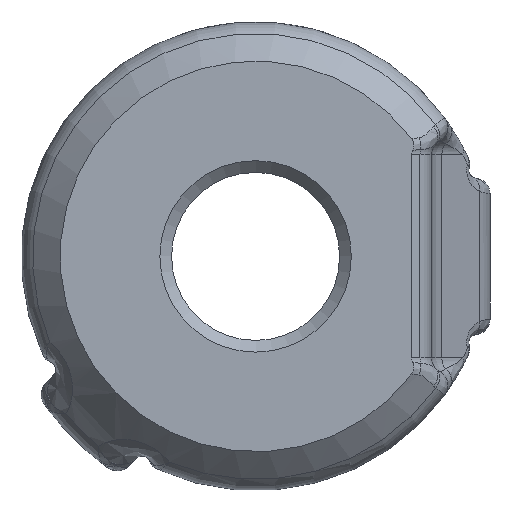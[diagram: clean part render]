
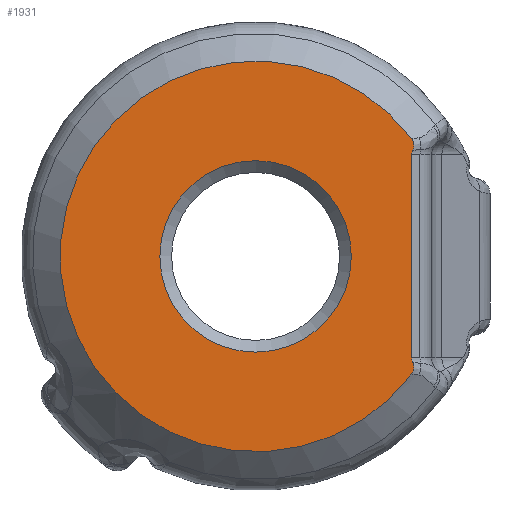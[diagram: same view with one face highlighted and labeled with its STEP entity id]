
A CAD part, left-side view. The second image highlights one B-rep face of the part: STEP entity #1931.
In plain terms, the highlighted planar face has unit normal (-1, 0, 0).
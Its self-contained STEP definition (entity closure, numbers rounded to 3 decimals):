
#25=ELLIPSE('',#2131,0.566,0.4);
#26=ELLIPSE('',#2132,0.566,0.4);
#135=B_SPLINE_CURVE_WITH_KNOTS('',3,(#3513,#3514,#3515,#3516,#3517,#3518,
#3519,#3520,#3521,#3522),.UNSPECIFIED.,.F.,.F.,(4,2,2,2,4),(-0.031,
-0.023,-0.015,-0.008,0.),
 .UNSPECIFIED.);
#136=B_SPLINE_CURVE_WITH_KNOTS('',3,(#3529,#3530,#3531,#3532,#3533,#3534,
#3535,#3536,#3537,#3538),.UNSPECIFIED.,.F.,.F.,(4,2,2,2,4),(-0.031,
-0.023,-0.015,-0.008,0.),
 .UNSPECIFIED.);
#194=FACE_BOUND('',#402,.T.);
#197=PLANE('',#2130);
#260=FACE_OUTER_BOUND('',#401,.T.);
#401=EDGE_LOOP('',(#1409,#1410,#1411,#1412,#1413,#1414));
#402=EDGE_LOOP('',(#1415));
#544=LINE('',#3526,#619);
#619=VECTOR('',#2442,1000.);
#700=CIRCLE('',#2102,2.45);
#703=CIRCLE('',#2107,5.);
#847=VERTEX_POINT('',#3046);
#852=VERTEX_POINT('',#3069);
#853=VERTEX_POINT('',#3070);
#899=VERTEX_POINT('',#3512);
#900=VERTEX_POINT('',#3523);
#901=VERTEX_POINT('',#3525);
#902=VERTEX_POINT('',#3527);
#1024=EDGE_CURVE('',#847,#847,#700,.T.);
#1029=EDGE_CURVE('',#852,#853,#703,.T.);
#1083=EDGE_CURVE('',#853,#899,#135,.T.);
#1084=EDGE_CURVE('',#899,#900,#25,.T.);
#1085=EDGE_CURVE('',#900,#901,#544,.T.);
#1086=EDGE_CURVE('',#901,#902,#26,.T.);
#1087=EDGE_CURVE('',#902,#852,#136,.T.);
#1409=ORIENTED_EDGE('',*,*,#1029,.T.);
#1410=ORIENTED_EDGE('',*,*,#1083,.T.);
#1411=ORIENTED_EDGE('',*,*,#1084,.T.);
#1412=ORIENTED_EDGE('',*,*,#1085,.T.);
#1413=ORIENTED_EDGE('',*,*,#1086,.T.);
#1414=ORIENTED_EDGE('',*,*,#1087,.T.);
#1415=ORIENTED_EDGE('',*,*,#1024,.T.);
#1931=ADVANCED_FACE('',(#260,#194),#197,.T.);
#2102=AXIS2_PLACEMENT_3D('',#3048,#2370,#2371);
#2107=AXIS2_PLACEMENT_3D('',#3071,#2380,#2381);
#2130=AXIS2_PLACEMENT_3D('',#3511,#2438,#2439);
#2131=AXIS2_PLACEMENT_3D('',#3524,#2440,#2441);
#2132=AXIS2_PLACEMENT_3D('',#3528,#2443,#2444);
#2370=DIRECTION('center_axis',(1.,0.,0.));
#2371=DIRECTION('ref_axis',(0.,0.,1.));
#2380=DIRECTION('center_axis',(-1.,0.,0.));
#2381=DIRECTION('ref_axis',(0.,0.,1.));
#2438=DIRECTION('center_axis',(-1.,0.,0.));
#2439=DIRECTION('ref_axis',(0.,0.,1.));
#2440=DIRECTION('center_axis',(1.,0.,0.));
#2441=DIRECTION('ref_axis',(0.,1.,0.));
#2442=DIRECTION('',(0.,0.,1.));
#2443=DIRECTION('center_axis',(1.,0.,0.));
#2444=DIRECTION('ref_axis',(0.,1.,0.));
#3046=CARTESIAN_POINT('',(25.5,0.,-2.45));
#3048=CARTESIAN_POINT('Origin',(25.5,0.,0.));
#3069=CARTESIAN_POINT('',(25.5,-3.994,3.008));
#3070=CARTESIAN_POINT('',(25.5,-3.994,-3.008));
#3071=CARTESIAN_POINT('Origin',(25.5,0.,0.));
#3511=CARTESIAN_POINT('Origin',(25.5,0.,0.));
#3512=CARTESIAN_POINT('',(25.5,-4.025,-2.717));
#3513=CARTESIAN_POINT('Ctrl Pts',(25.5,-3.994,-3.008));
#3514=CARTESIAN_POINT('Ctrl Pts',(25.5,-4.01,-2.987));
#3515=CARTESIAN_POINT('Ctrl Pts',(25.5,-4.023,-2.963));
#3516=CARTESIAN_POINT('Ctrl Pts',(25.5,-4.042,-2.916));
#3517=CARTESIAN_POINT('Ctrl Pts',(25.5,-4.048,-2.892));
#3518=CARTESIAN_POINT('Ctrl Pts',(25.5,-4.053,-2.841));
#3519=CARTESIAN_POINT('Ctrl Pts',(25.5,-4.052,-2.815));
#3520=CARTESIAN_POINT('Ctrl Pts',(25.5,-4.043,-2.765));
#3521=CARTESIAN_POINT('Ctrl Pts',(25.5,-4.035,-2.741));
#3522=CARTESIAN_POINT('Ctrl Pts',(25.5,-4.025,-2.717));
#3523=CARTESIAN_POINT('',(25.5,-4.,-2.6));
#3524=CARTESIAN_POINT('Origin',(25.5,-4.566,-2.6));
#3525=CARTESIAN_POINT('',(25.5,-4.,2.6));
#3526=CARTESIAN_POINT('',(25.5,-4.,2.179));
#3527=CARTESIAN_POINT('',(25.5,-4.025,2.717));
#3528=CARTESIAN_POINT('Origin',(25.5,-4.566,2.6));
#3529=CARTESIAN_POINT('Ctrl Pts',(25.5,-4.025,2.717));
#3530=CARTESIAN_POINT('Ctrl Pts',(25.5,-4.035,2.741));
#3531=CARTESIAN_POINT('Ctrl Pts',(25.5,-4.043,2.765));
#3532=CARTESIAN_POINT('Ctrl Pts',(25.5,-4.052,2.815));
#3533=CARTESIAN_POINT('Ctrl Pts',(25.5,-4.053,2.841));
#3534=CARTESIAN_POINT('Ctrl Pts',(25.5,-4.048,2.892));
#3535=CARTESIAN_POINT('Ctrl Pts',(25.5,-4.042,2.916));
#3536=CARTESIAN_POINT('Ctrl Pts',(25.5,-4.023,2.963));
#3537=CARTESIAN_POINT('Ctrl Pts',(25.5,-4.01,2.986));
#3538=CARTESIAN_POINT('Ctrl Pts',(25.5,-3.994,3.008));
